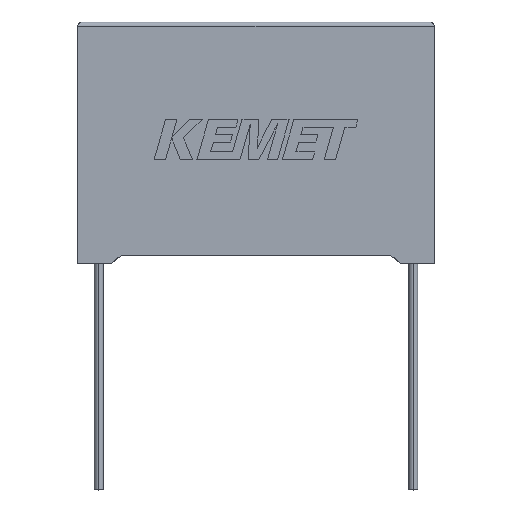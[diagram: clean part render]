
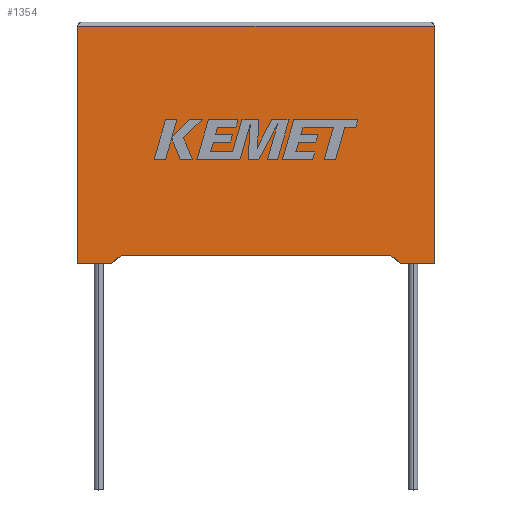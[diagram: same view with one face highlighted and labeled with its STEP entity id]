
A CAD part, top view. The second image highlights one B-rep face of the part: STEP entity #1354.
In plain terms, the highlighted planar face has unit normal (0, 0, 1).
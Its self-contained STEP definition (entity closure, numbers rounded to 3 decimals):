
#35 = DIRECTION ( 'NONE',  ( 0., -1., 0. ) ) ;
#93 = EDGE_CURVE ( 'NONE', #1181, #2753, #2722, .T. ) ;
#114 = ORIENTED_EDGE ( 'NONE', *, *, #454, .T. ) ;
#190 = ORIENTED_EDGE ( 'NONE', *, *, #1086, .F. ) ;
#232 = DIRECTION ( 'NONE',  ( 1., 0., 0. ) ) ;
#246 = FACE_OUTER_BOUND ( 'NONE', #2899, .T. ) ;
#348 = EDGE_CURVE ( 'NONE', #2087, #2526, #1027, .T. ) ;
#394 = LINE ( 'NONE', #1357, #1610 ) ;
#454 = EDGE_CURVE ( 'NONE', #1195, #2087, #1003, .T. ) ;
#477 = VECTOR ( 'NONE', #232, 1000. ) ;
#531 = VERTEX_POINT ( 'NONE', #2369 ) ;
#546 = LINE ( 'NONE', #1297, #2779 ) ;
#561 = CARTESIAN_POINT ( 'NONE',  ( 37.32, 0.993, 16.3 ) ) ;
#667 = LINE ( 'NONE', #956, #1973 ) ;
#676 = EDGE_CURVE ( 'NONE', #2526, #1997, #394, .T. ) ;
#694 = ORIENTED_EDGE ( 'NONE', *, *, #1104, .T. ) ;
#813 = ORIENTED_EDGE ( 'NONE', *, *, #2514, .T. ) ;
#823 = AXIS2_PLACEMENT_3D ( 'NONE', #2425, #1752, #1310 ) ;
#937 = CARTESIAN_POINT ( 'NONE',  ( 0., 28.3, 16.3 ) ) ;
#953 = PLANE ( 'NONE',  #823 ) ;
#956 = CARTESIAN_POINT ( 'NONE',  ( 38.5, 0., 16.3 ) ) ;
#1003 = LINE ( 'NONE', #1964, #2879 ) ;
#1010 = CARTESIAN_POINT ( 'NONE',  ( 0., 0., 16.3 ) ) ;
#1027 = LINE ( 'NONE', #1010, #1159 ) ;
#1086 = EDGE_CURVE ( 'NONE', #2753, #1997, #1349, .T. ) ;
#1104 = EDGE_CURVE ( 'NONE', #531, #1195, #546, .T. ) ;
#1159 = VECTOR ( 'NONE', #35, 1000. ) ;
#1181 = VERTEX_POINT ( 'NONE', #561 ) ;
#1195 = VERTEX_POINT ( 'NONE', #1243 ) ;
#1216 = VECTOR ( 'NONE', #2164, 1000. ) ;
#1243 = CARTESIAN_POINT ( 'NONE',  ( 42.5, 28.3, 16.3 ) ) ;
#1297 = CARTESIAN_POINT ( 'NONE',  ( 42.5, 0., 16.3 ) ) ;
#1310 = DIRECTION ( 'NONE',  ( -1., 0., 0. ) ) ;
#1349 = LINE ( 'NONE', #3005, #1411 ) ;
#1354 = ADVANCED_FACE ( 'NONE', ( #246 ), #953, .F. ) ;
#1357 = CARTESIAN_POINT ( 'NONE',  ( 0., 0., 16.3 ) ) ;
#1389 = CARTESIAN_POINT ( 'NONE',  ( 4., 0., 16.3 ) ) ;
#1411 = VECTOR ( 'NONE', #1592, 1000. ) ;
#1447 = CARTESIAN_POINT ( 'NONE',  ( 0., 0., 16.3 ) ) ;
#1517 = ORIENTED_EDGE ( 'NONE', *, *, #3044, .T. ) ;
#1592 = DIRECTION ( 'NONE',  ( -0.765, -0.644, 0. ) ) ;
#1610 = VECTOR ( 'NONE', #2284, 1000. ) ;
#1668 = CARTESIAN_POINT ( 'NONE',  ( 0., 0., 16.3 ) ) ;
#1687 = DIRECTION ( 'NONE',  ( 0.765, -0.644, 0. ) ) ;
#1737 = DIRECTION ( 'NONE',  ( 0., 1., 0. ) ) ;
#1752 = DIRECTION ( 'NONE',  ( 0., 0., -1. ) ) ;
#1771 = CARTESIAN_POINT ( 'NONE',  ( 5.18, 0.993, 16.3 ) ) ;
#1964 = CARTESIAN_POINT ( 'NONE',  ( 0., 28.3, 16.3 ) ) ;
#1973 = VECTOR ( 'NONE', #1687, 1000. ) ;
#1997 = VERTEX_POINT ( 'NONE', #1389 ) ;
#2025 = CARTESIAN_POINT ( 'NONE',  ( 21.25, 0.993, 16.3 ) ) ;
#2087 = VERTEX_POINT ( 'NONE', #937 ) ;
#2164 = DIRECTION ( 'NONE',  ( -1., 0., 0. ) ) ;
#2196 = VERTEX_POINT ( 'NONE', #2655 ) ;
#2236 = ORIENTED_EDGE ( 'NONE', *, *, #93, .F. ) ;
#2284 = DIRECTION ( 'NONE',  ( 1., 0., 0. ) ) ;
#2324 = ORIENTED_EDGE ( 'NONE', *, *, #676, .T. ) ;
#2369 = CARTESIAN_POINT ( 'NONE',  ( 42.5, 0., 16.3 ) ) ;
#2425 = CARTESIAN_POINT ( 'NONE',  ( 0., 0., 16.3 ) ) ;
#2514 = EDGE_CURVE ( 'NONE', #2196, #531, #2841, .T. ) ;
#2526 = VERTEX_POINT ( 'NONE', #1447 ) ;
#2655 = CARTESIAN_POINT ( 'NONE',  ( 38.5, 0., 16.3 ) ) ;
#2664 = ORIENTED_EDGE ( 'NONE', *, *, #348, .T. ) ;
#2722 = LINE ( 'NONE', #2025, #1216 ) ;
#2753 = VERTEX_POINT ( 'NONE', #1771 ) ;
#2779 = VECTOR ( 'NONE', #1737, 1000. ) ;
#2841 = LINE ( 'NONE', #1668, #477 ) ;
#2865 = DIRECTION ( 'NONE',  ( -1., 0., 0. ) ) ;
#2879 = VECTOR ( 'NONE', #2865, 1000. ) ;
#2899 = EDGE_LOOP ( 'NONE', ( #694, #114, #2664, #2324, #190, #2236, #1517, #813 ) ) ;
#3005 = CARTESIAN_POINT ( 'NONE',  ( 4., 0., 16.3 ) ) ;
#3044 = EDGE_CURVE ( 'NONE', #1181, #2196, #667, .T. ) ;
